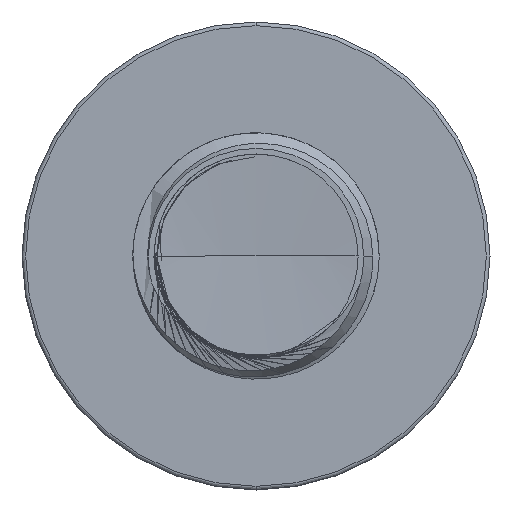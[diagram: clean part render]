
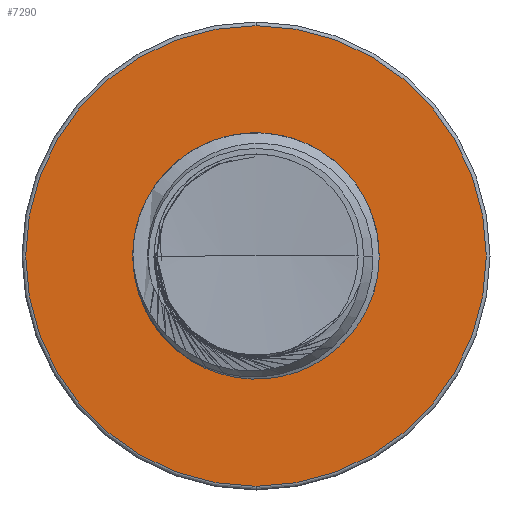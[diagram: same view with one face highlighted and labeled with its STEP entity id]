
A CAD part, front view. The second image highlights one B-rep face of the part: STEP entity #7290.
In plain terms, the highlighted planar face has unit normal (0, -1, 0).
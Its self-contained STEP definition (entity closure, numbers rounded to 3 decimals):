
#71 = VERTEX_POINT ( 'NONE', #27101 ) ;
#1956 = ORIENTED_EDGE ( 'NONE', *, *, #35860, .T. ) ;
#2398 = CARTESIAN_POINT ( 'NONE',  ( 0., 42.5, 0. ) ) ;
#3086 = ORIENTED_EDGE ( 'NONE', *, *, #20370, .F. ) ;
#3091 = DIRECTION ( 'NONE',  ( 0., -1., 0. ) ) ;
#3161 = AXIS2_PLACEMENT_3D ( 'NONE', #13525, #40131, #17518 ) ;
#5770 = DIRECTION ( 'NONE',  ( 0., 0., -1. ) ) ;
#5801 = DIRECTION ( 'NONE',  ( 0., -1., 0. ) ) ;
#5813 = CARTESIAN_POINT ( 'NONE',  ( 0., 42.5, 0. ) ) ;
#6051 = DIRECTION ( 'NONE',  ( 0., 0., -1. ) ) ;
#6268 = VERTEX_POINT ( 'NONE', #9256 ) ;
#7029 = CIRCLE ( 'NONE', #10024, 2.438 ) ;
#7290 = ADVANCED_FACE ( 'NONE', ( #12083, #13304 ), #21198, .T. ) ;
#9256 = CARTESIAN_POINT ( 'NONE',  ( 0., 42.5, -2.438 ) ) ;
#10024 = AXIS2_PLACEMENT_3D ( 'NONE', #2398, #29628, #6051 ) ;
#10426 = EDGE_CURVE ( 'NONE', #6268, #71, #43148, .T. ) ;
#12083 = FACE_OUTER_BOUND ( 'NONE', #39206, .T. ) ;
#13304 = FACE_BOUND ( 'NONE', #16567, .T. ) ;
#13525 = CARTESIAN_POINT ( 'NONE',  ( 0., 42.5, 0. ) ) ;
#13613 = CARTESIAN_POINT ( 'NONE',  ( 0., 42.5, 4.675 ) ) ;
#16567 = EDGE_LOOP ( 'NONE', ( #42207, #3086 ) ) ;
#17518 = DIRECTION ( 'NONE',  ( 0., 0., -1. ) ) ;
#20370 = EDGE_CURVE ( 'NONE', #71, #6268, #7029, .T. ) ;
#21029 = DIRECTION ( 'NONE',  ( 0., 0., -1. ) ) ;
#21080 = DIRECTION ( 'NONE',  ( 0., -1., 0. ) ) ;
#21198 = PLANE ( 'NONE',  #41939 ) ;
#23154 = CARTESIAN_POINT ( 'NONE',  ( 0., 42.5, 2.438 ) ) ;
#26309 = EDGE_CURVE ( 'NONE', #34591, #45655, #40982, .T. ) ;
#26382 = CARTESIAN_POINT ( 'NONE',  ( 0., 42.5, 0. ) ) ;
#27101 = CARTESIAN_POINT ( 'NONE',  ( 0., 42.5, 2.438 ) ) ;
#29628 = DIRECTION ( 'NONE',  ( 0., -1., 0. ) ) ;
#30375 = DIRECTION ( 'NONE',  ( 0., 0., -1. ) ) ;
#34591 = VERTEX_POINT ( 'NONE', #45517 ) ;
#35860 = EDGE_CURVE ( 'NONE', #45655, #34591, #41908, .T. ) ;
#39206 = EDGE_LOOP ( 'NONE', ( #41170, #1956 ) ) ;
#39429 = AXIS2_PLACEMENT_3D ( 'NONE', #5813, #5801, #5770 ) ;
#40131 = DIRECTION ( 'NONE',  ( 0., -1., 0. ) ) ;
#40982 = CIRCLE ( 'NONE', #42374, 4.675 ) ;
#41170 = ORIENTED_EDGE ( 'NONE', *, *, #26309, .T. ) ;
#41908 = CIRCLE ( 'NONE', #3161, 4.675 ) ;
#41939 = AXIS2_PLACEMENT_3D ( 'NONE', #23154, #21080, #21029 ) ;
#42207 = ORIENTED_EDGE ( 'NONE', *, *, #10426, .F. ) ;
#42374 = AXIS2_PLACEMENT_3D ( 'NONE', #26382, #3091, #30375 ) ;
#43148 = CIRCLE ( 'NONE', #39429, 2.438 ) ;
#45517 = CARTESIAN_POINT ( 'NONE',  ( 0., 42.5, -4.675 ) ) ;
#45655 = VERTEX_POINT ( 'NONE', #13613 ) ;
